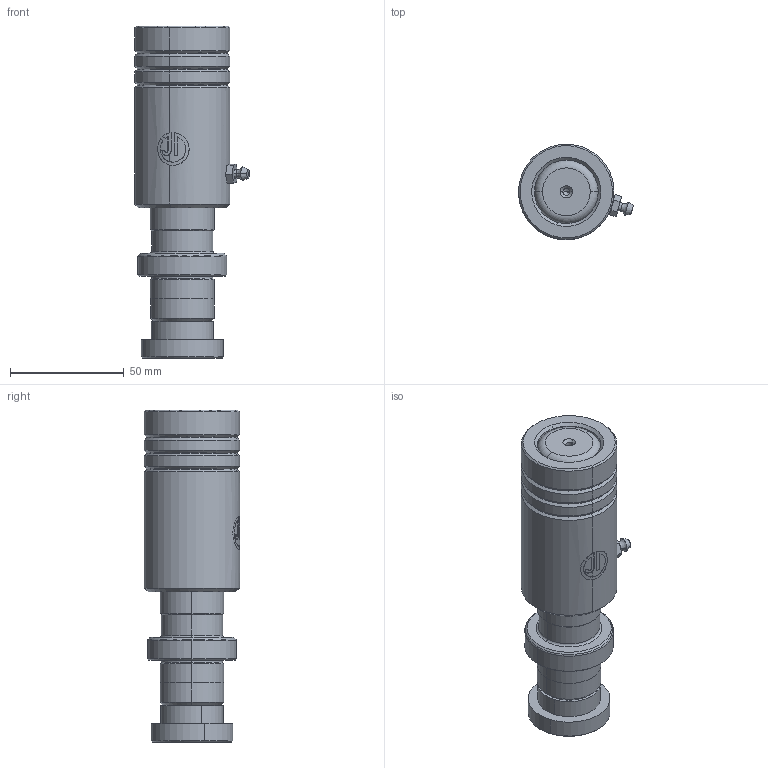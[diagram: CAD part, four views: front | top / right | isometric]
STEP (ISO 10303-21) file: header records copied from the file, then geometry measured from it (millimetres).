
FILE_DESCRIPTION (( 'STEP AP214' ), '1' );
FILE_NAME ('HRD-D28-L110(BL-80).STEP', '2021-09-27T08:58:54', ( '' ), ( '' ), 'SwSTEP 2.0', 'SolidWorks 2016', '' );
FILE_SCHEMA (( 'AUTOMOTIVE_DESIGN' ));
Length unit declared in the file: millimetre
Products named in the file (12): TRP-D28-L110; LXB-D42-d28-L80; HRD-D28-L110(BL-80); TRP蹟簽D28; LXB-D42-d28-L80郪蚾; 蛁蚐郲
Assembly tree (7 placements, depth 3):
  TRP-D28-L110
  HRD-D28-L110(BL-80)
    LXB-D42-d28-L80郪蚾
      LXB-D42-d28-L80
  TRP蹟簽D28
  HRD-D28-L110(BL-80)
    TRP-D28-L110
    TRP蹟簽D28
    LXB-D42-d28-L80郪蚾
      LXB-D42-d28-L80
      蛁蚐郲
  蛁蚐郲
Bounding box: 50.39 x 41.93 x 146 mm (x, y, z)
Volume: 151807.5 mm3; surface area: 38925.6 mm2
Topology: 4 solids, 4 shells, 163 faces, 364 edges, 218 vertices
Faces by surface type: cylinder 49, cone 42, plane 30, torus 28, bspline 14
Entity records: 8864 total; most frequent: CARTESIAN_POINT 4937, DIRECTION 800, ORIENTED_EDGE 716, EDGE_CURVE 358, AXIS2_PLACEMENT_3D 341, VERTEX_POINT 214, EDGE_LOOP 182, CIRCLE 177
